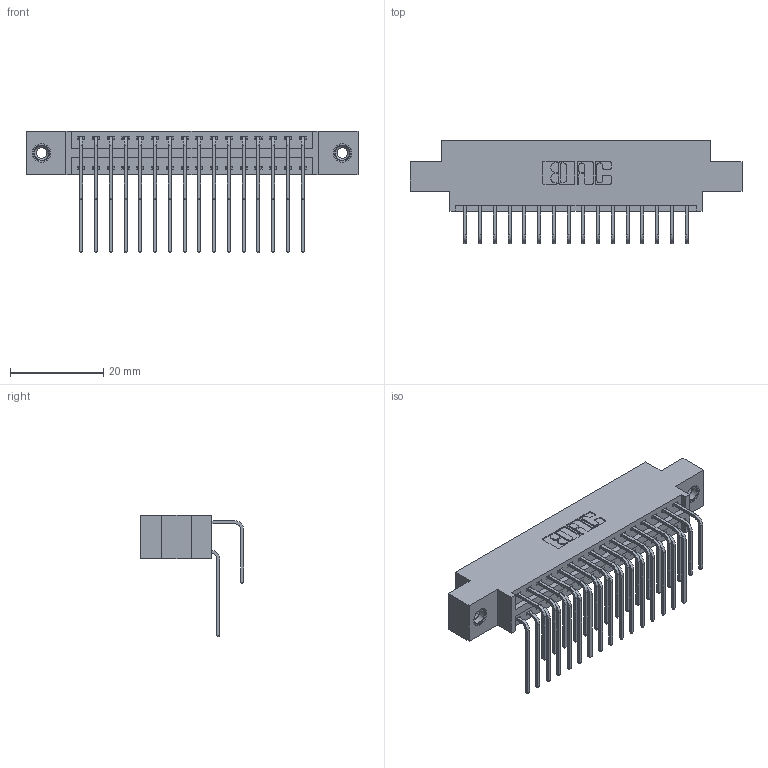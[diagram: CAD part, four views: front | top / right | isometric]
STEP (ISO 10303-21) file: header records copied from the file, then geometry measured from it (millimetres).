
FILE_DESCRIPTION (( 'STEP AP203' ), '1' );
FILE_NAME ('396-032-558-808.STEP', '2018-09-05T11:59:38', ( '' ), ( '' ), 'SwSTEP 2.0', 'SolidWorks 2016', '' );
FILE_SCHEMA (( 'CONFIG_CONTROL_DESIGN' ));
Length unit declared in the file: inch
Products named in the file (5): 345-292-001_558 Tail - 2; 345-250-001_345-250-003-102; 396-032-558-808; 346 Part_0.170 Offset - 0.156 Dia-TI; 345-292-001_558 559 Tail - 1
Assembly tree (35 placements, depth 2):
  396-032-558-808
    346 Part_0.170 Offset - 0.156 Dia-TI
    345-292-001_558 559 Tail - 1  x16
    345-292-001_558 Tail - 2  x16
    345-250-001_345-250-003-102  x2
Bounding box: 71.37 x 22.16 x 26.16 mm (x, y, z)
Volume: 6781.4 mm3; surface area: 9998.1 mm2
Topology: 35 solids, 35 shells, 1914 faces, 5629 edges, 3702 vertices
Faces by surface type: plane 1296, cylinder 602, cone 12, torus 4
Entity records: 17044 total; most frequent: CARTESIAN_POINT 2882, ORIENTED_EDGE 2758, DIRECTION 2589, EDGE_CURVE 1379, VECTOR 1123, LINE 1123, VERTEX_POINT 912, AXIS2_PLACEMENT_3D 733
